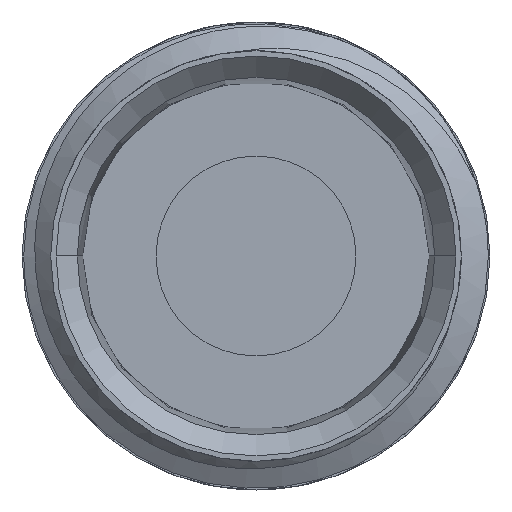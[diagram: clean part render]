
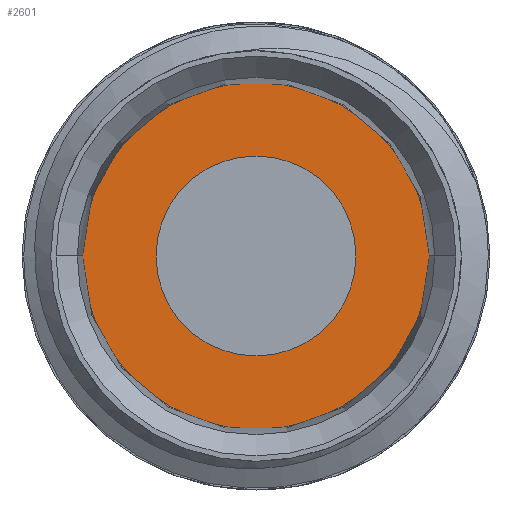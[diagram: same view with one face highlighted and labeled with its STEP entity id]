
A CAD part, left-side view. The second image highlights one B-rep face of the part: STEP entity #2601.
In plain terms, the highlighted planar face has unit normal (-1, 0, 0).
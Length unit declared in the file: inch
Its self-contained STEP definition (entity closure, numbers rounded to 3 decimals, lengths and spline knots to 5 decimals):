
#80 = ORIENTED_EDGE ( 'NONE', *, *, #5965, .T. ) ;
#161 = DIRECTION ( 'NONE',  ( 1., 0., 0. ) ) ;
#307 = CARTESIAN_POINT ( 'NONE',  ( 0.33071, 0., 0. ) ) ;
#384 = DIRECTION ( 'NONE',  ( 0., 1., 0. ) ) ;
#409 = PLANE ( 'NONE',  #5526 ) ;
#464 = EDGE_LOOP ( 'NONE', ( #2161, #80 ) ) ;
#493 = CARTESIAN_POINT ( 'NONE',  ( 0.33071, 0., 0. ) ) ;
#638 = EDGE_CURVE ( 'NONE', #3484, #688, #6351, .T. ) ;
#688 = VERTEX_POINT ( 'NONE', #7272 ) ;
#797 = AXIS2_PLACEMENT_3D ( 'NONE', #307, #4925, #384 ) ;
#867 = ORIENTED_EDGE ( 'NONE', *, *, #6047, .F. ) ;
#904 = AXIS2_PLACEMENT_3D ( 'NONE', #1680, #3416, #5735 ) ;
#1014 = FACE_BOUND ( 'NONE', #464, .T. ) ;
#1320 = CARTESIAN_POINT ( 'NONE',  ( 0.33071, 0.09252, 0. ) ) ;
#1616 = DIRECTION ( 'NONE',  ( 0., 0., 1. ) ) ;
#1619 = CIRCLE ( 'NONE', #904, 0.09252 ) ;
#1680 = CARTESIAN_POINT ( 'NONE',  ( 0.33071, 0., 0. ) ) ;
#1789 = CIRCLE ( 'NONE', #2981, 0.09252 ) ;
#1995 = CARTESIAN_POINT ( 'NONE',  ( 0.33071, 0.16043, 0. ) ) ;
#2096 = EDGE_CURVE ( 'NONE', #4922, #6980, #1789, .T. ) ;
#2161 = ORIENTED_EDGE ( 'NONE', *, *, #2096, .F. ) ;
#2219 = CARTESIAN_POINT ( 'NONE',  ( 0.33071, -0.09252, 0. ) ) ;
#2224 = AXIS2_PLACEMENT_3D ( 'NONE', #4713, #161, #7060 ) ;
#2601 = ADVANCED_FACE ( 'NONE', ( #1014, #2710 ), #409, .T. ) ;
#2642 = ORIENTED_EDGE ( 'NONE', *, *, #638, .T. ) ;
#2710 = FACE_OUTER_BOUND ( 'NONE', #7343, .T. ) ;
#2981 = AXIS2_PLACEMENT_3D ( 'NONE', #493, #4578, #5183 ) ;
#3315 = DIRECTION ( 'NONE',  ( -1., 0., 0. ) ) ;
#3416 = DIRECTION ( 'NONE',  ( 1., 0., 0. ) ) ;
#3484 = VERTEX_POINT ( 'NONE', #1995 ) ;
#4578 = DIRECTION ( 'NONE',  ( -1., 0., 0. ) ) ;
#4713 = CARTESIAN_POINT ( 'NONE',  ( 0.33071, 0., 0. ) ) ;
#4922 = VERTEX_POINT ( 'NONE', #1320 ) ;
#4925 = DIRECTION ( 'NONE',  ( -1., 0., 0. ) ) ;
#5065 = CARTESIAN_POINT ( 'NONE',  ( 0.33071, 0., 0. ) ) ;
#5183 = DIRECTION ( 'NONE',  ( 0., 1., 0. ) ) ;
#5496 = CIRCLE ( 'NONE', #2224, 0.16043 ) ;
#5526 = AXIS2_PLACEMENT_3D ( 'NONE', #5065, #3315, #1616 ) ;
#5735 = DIRECTION ( 'NONE',  ( 0., 1., 0. ) ) ;
#5965 = EDGE_CURVE ( 'NONE', #4922, #6980, #1619, .T. ) ;
#6047 = EDGE_CURVE ( 'NONE', #3484, #688, #5496, .T. ) ;
#6351 = CIRCLE ( 'NONE', #797, 0.16043 ) ;
#6980 = VERTEX_POINT ( 'NONE', #2219 ) ;
#7060 = DIRECTION ( 'NONE',  ( 0., 1., 0. ) ) ;
#7272 = CARTESIAN_POINT ( 'NONE',  ( 0.33071, -0.16043, 0. ) ) ;
#7343 = EDGE_LOOP ( 'NONE', ( #867, #2642 ) ) ;
